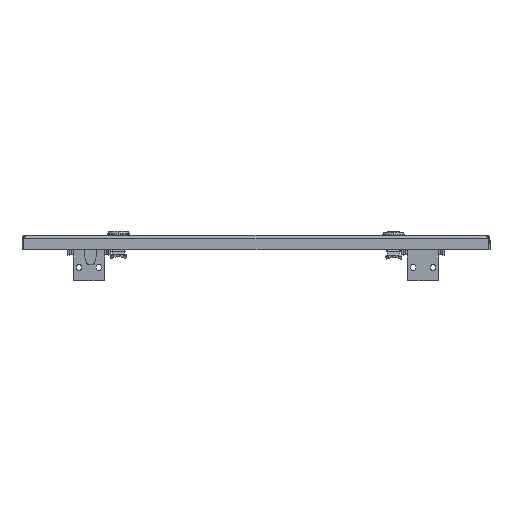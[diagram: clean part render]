
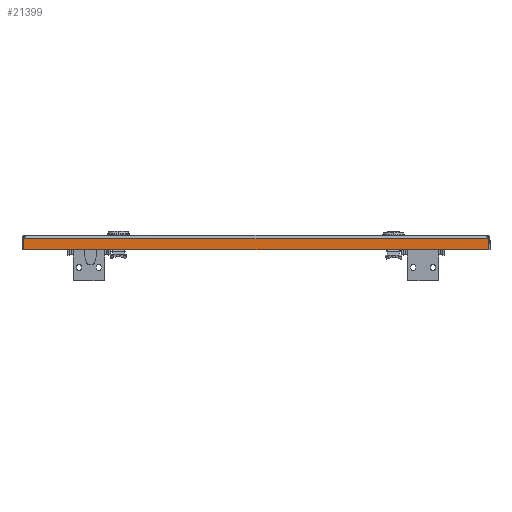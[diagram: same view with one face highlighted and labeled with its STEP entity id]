
A CAD part, left-side view. The second image highlights one B-rep face of the part: STEP entity #21399.
In plain terms, the highlighted planar face has unit normal (-1, 0, 0).
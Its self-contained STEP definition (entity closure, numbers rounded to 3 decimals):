
#1689 = LINE ( 'NONE', #22486, #27870 ) ;
#1774 = LINE ( 'NONE', #55660, #1912 ) ;
#1912 = VECTOR ( 'NONE', #51059, 1000. ) ;
#3815 = VERTEX_POINT ( 'NONE', #37095 ) ;
#6096 = CARTESIAN_POINT ( 'NONE',  ( -194.5, -295.429, -2. ) ) ;
#6448 = LINE ( 'NONE', #6096, #43805 ) ;
#8520 = VERTEX_POINT ( 'NONE', #62126 ) ;
#9032 = FACE_OUTER_BOUND ( 'NONE', #50178, .T. ) ;
#11047 = DIRECTION ( 'NONE',  ( 0., 0., -1. ) ) ;
#11265 = DIRECTION ( 'NONE',  ( 0., 1., 0. ) ) ;
#17478 = VECTOR ( 'NONE', #35463, 1000. ) ;
#21399 = ADVANCED_FACE ( 'NONE', ( #9032 ), #24851, .F. ) ;
#22486 = CARTESIAN_POINT ( 'NONE',  ( -194.5, -297.5, -18. ) ) ;
#23057 = EDGE_CURVE ( 'NONE', #36212, #3815, #57999, .T. ) ;
#24851 = PLANE ( 'NONE',  #43282 ) ;
#26783 = VERTEX_POINT ( 'NONE', #27849 ) ;
#27849 = CARTESIAN_POINT ( 'NONE',  ( -194.5, -295.429, -4. ) ) ;
#27870 = VECTOR ( 'NONE', #11265, 1000. ) ;
#31578 = CARTESIAN_POINT ( 'NONE',  ( -194.5, 0., 0. ) ) ;
#35463 = DIRECTION ( 'NONE',  ( 0., 0., -1. ) ) ;
#36212 = VERTEX_POINT ( 'NONE', #67248 ) ;
#37095 = CARTESIAN_POINT ( 'NONE',  ( -194.5, 295.429, -18. ) ) ;
#38918 = EDGE_CURVE ( 'NONE', #36212, #26783, #1774, .T. ) ;
#41422 = CARTESIAN_POINT ( 'NONE',  ( -194.5, 295.429, 0. ) ) ;
#41550 = ORIENTED_EDGE ( 'NONE', *, *, #23057, .T. ) ;
#42455 = DIRECTION ( 'NONE',  ( 0., 0., -1. ) ) ;
#42845 = ORIENTED_EDGE ( 'NONE', *, *, #65184, .F. ) ;
#43282 = AXIS2_PLACEMENT_3D ( 'NONE', #31578, #47412, #42455 ) ;
#43805 = VECTOR ( 'NONE', #11047, 1000. ) ;
#47412 = DIRECTION ( 'NONE',  ( 1., 0., 0. ) ) ;
#50178 = EDGE_LOOP ( 'NONE', ( #61045, #41550, #42845, #54130 ) ) ;
#51059 = DIRECTION ( 'NONE',  ( 0., -1., 0. ) ) ;
#54130 = ORIENTED_EDGE ( 'NONE', *, *, #69281, .F. ) ;
#55660 = CARTESIAN_POINT ( 'NONE',  ( -194.5, -297.5, -4. ) ) ;
#57999 = LINE ( 'NONE', #41422, #17478 ) ;
#61045 = ORIENTED_EDGE ( 'NONE', *, *, #38918, .F. ) ;
#62126 = CARTESIAN_POINT ( 'NONE',  ( -194.5, -295.429, -18. ) ) ;
#65184 = EDGE_CURVE ( 'NONE', #8520, #3815, #1689, .T. ) ;
#67248 = CARTESIAN_POINT ( 'NONE',  ( -194.5, 295.429, -4. ) ) ;
#69281 = EDGE_CURVE ( 'NONE', #26783, #8520, #6448, .T. ) ;
